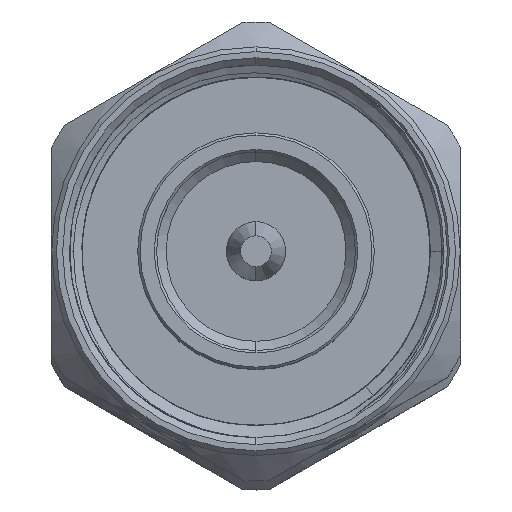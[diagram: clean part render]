
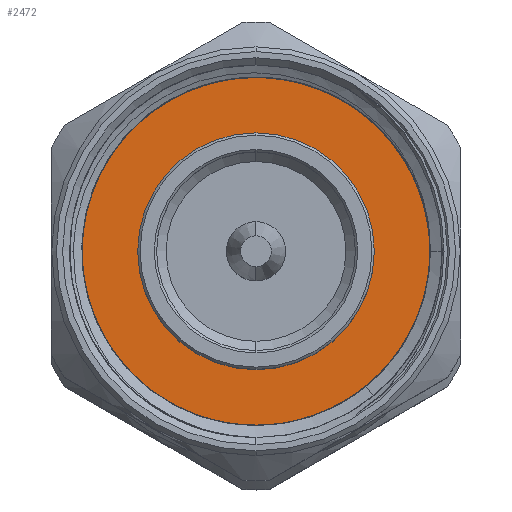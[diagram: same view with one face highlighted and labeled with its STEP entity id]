
A CAD part, top view. The second image highlights one B-rep face of the part: STEP entity #2472.
In plain terms, the highlighted face is planar.
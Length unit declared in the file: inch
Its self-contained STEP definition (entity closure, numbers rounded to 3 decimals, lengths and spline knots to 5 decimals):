
#28 = CARTESIAN_POINT ( 'NONE',  ( 0.3317, 0.36833, 0. ) ) ;
#48 = CARTESIAN_POINT ( 'NONE',  ( 0.3317, 0.25057, -0.28294 ) ) ;
#76 = CARTESIAN_POINT ( 'NONE',  ( 0.3317, 0.3937, 0. ) ) ;
#344 = CARTESIAN_POINT ( 'NONE',  ( 0.3317, -0.09337, -0.37703 ) ) ;
#410 = CIRCLE ( 'NONE', #3209, 0.3937 ) ;
#411 = CARTESIAN_POINT ( 'NONE',  ( 0.3317, 0.07264, -0.37827 ) ) ;
#416 = AXIS2_PLACEMENT_3D ( 'NONE', #1065, #2849, #1726 ) ;
#439 = CARTESIAN_POINT ( 'NONE',  ( 0.3317, -0.21342, -0.32895 ) ) ;
#533 = ORIENTED_EDGE ( 'NONE', *, *, #3574, .T. ) ;
#600 = DIRECTION ( 'NONE',  ( 1., 0., 0. ) ) ;
#657 = EDGE_CURVE ( 'NONE', #4429, #4209, #4269, .T. ) ;
#685 = CARTESIAN_POINT ( 'NONE',  ( 0.3317, -0.11165, -0.37259 ) ) ;
#809 = VERTEX_POINT ( 'NONE', #2918 ) ;
#920 = DIRECTION ( 'NONE',  ( -1., 0., 0. ) ) ;
#953 = CARTESIAN_POINT ( 'NONE',  ( 0.3317, 0.24999, 0. ) ) ;
#972 = CARTESIAN_POINT ( 'NONE',  ( 0.3317, 0., 0. ) ) ;
#995 = CARTESIAN_POINT ( 'NONE',  ( 0.3317, -0.24999, 0. ) ) ;
#1065 = CARTESIAN_POINT ( 'NONE',  ( 0.3317, 0., 0. ) ) ;
#1112 = CARTESIAN_POINT ( 'NONE',  ( 0.3317, 0.01709, -0.38465 ) ) ;
#1160 = CARTESIAN_POINT ( 'NONE',  ( 0.3317, 0.15955, -0.34614 ) ) ;
#1222 = DIRECTION ( 'NONE',  ( -1., 0., 0. ) ) ;
#1319 = EDGE_CURVE ( 'NONE', #3841, #3859, #2204, .T. ) ;
#1364 = EDGE_CURVE ( 'NONE', #809, #3841, #410, .T. ) ;
#1415 = CARTESIAN_POINT ( 'NONE',  ( 0.3317, -0.27282, -0.28385 ) ) ;
#1427 = CARTESIAN_POINT ( 'NONE',  ( 0.3317, -0.3937, 0. ) ) ;
#1458 = CARTESIAN_POINT ( 'NONE',  ( 0.3317, 0.35974, -0.0927 ) ) ;
#1462 = VECTOR ( 'NONE', #4398, 39.37008 ) ;
#1507 = FACE_BOUND ( 'NONE', #3631, .T. ) ;
#1726 = DIRECTION ( 'NONE',  ( 0., -1., 0. ) ) ;
#1770 = CARTESIAN_POINT ( 'NONE',  ( 0.3317, -0.259, -0.29645 ) ) ;
#1784 = VERTEX_POINT ( 'NONE', #28 ) ;
#1791 = CARTESIAN_POINT ( 'NONE',  ( 0.3317, 0.28835, -0.24193 ) ) ;
#1813 = CARTESIAN_POINT ( 'NONE',  ( 0.3317, -0.01075, -0.38563 ) ) ;
#1855 = CARTESIAN_POINT ( 'NONE',  ( 0.3317, 0.02643, -0.38387 ) ) ;
#2142 = CARTESIAN_POINT ( 'NONE',  ( 0.3317, 0.3937, 0. ) ) ;
#2169 = CARTESIAN_POINT ( 'NONE',  ( 0.3317, 0.34982, -0.12826 ) ) ;
#2174 = EDGE_CURVE ( 'NONE', #4209, #4429, #3215, .T. ) ;
#2192 = CARTESIAN_POINT ( 'NONE',  ( 0.3317, -0.24435, -0.30799 ) ) ;
#2204 = CIRCLE ( 'NONE', #4272, 0.3937 ) ;
#2218 = CARTESIAN_POINT ( 'NONE',  ( 0.3317, 0.26397, -0.26976 ) ) ;
#2349 = ORIENTED_EDGE ( 'NONE', *, *, #2174, .T. ) ;
#2377 = AXIS2_PLACEMENT_3D ( 'NONE', #2495, #3956, #3152 ) ;
#2472 = ADVANCED_FACE ( 'NONE', ( #4393, #1507 ), #4315, .T. ) ;
#2495 = CARTESIAN_POINT ( 'NONE',  ( 0.3317, 0., 0. ) ) ;
#2508 = CARTESIAN_POINT ( 'NONE',  ( 0.3317, 0.32839, -0.17951 ) ) ;
#2534 = CARTESIAN_POINT ( 'NONE',  ( 0.3317, 0.34356, -0.14563 ) ) ;
#2554 = CARTESIAN_POINT ( 'NONE',  ( 0.3317, -0.16408, -0.3544 ) ) ;
#2603 = CARTESIAN_POINT ( 'NONE',  ( 0.3317, 0.10823, -0.36857 ) ) ;
#2694 = DIRECTION ( 'NONE',  ( 0., -1., 0. ) ) ;
#2775 = DIRECTION ( 'NONE',  ( 0., -1., 0. ) ) ;
#2849 = DIRECTION ( 'NONE',  ( 1., 0., 0. ) ) ;
#2871 = CARTESIAN_POINT ( 'NONE',  ( 0.3317, 0.36886, -0.01871 ) ) ;
#2890 = CARTESIAN_POINT ( 'NONE',  ( 0.3317, -0.03846, -0.38495 ) ) ;
#2905 = ORIENTED_EDGE ( 'NONE', *, *, #4338, .T. ) ;
#2918 = CARTESIAN_POINT ( 'NONE',  ( 0.3317, -0.27282, -0.28385 ) ) ;
#2920 = CARTESIAN_POINT ( 'NONE',  ( 0.3317, 0.29945, -0.22719 ) ) ;
#2944 = CARTESIAN_POINT ( 'NONE',  ( 0.3317, -0.00149, -0.38553 ) ) ;
#2966 = CARTESIAN_POINT ( 'NONE',  ( 0.3317, 0.36797, -0.03733 ) ) ;
#3014 = CARTESIAN_POINT ( 'NONE',  ( 0.3317, 0., 0. ) ) ;
#3144 = ORIENTED_EDGE ( 'NONE', *, *, #657, .T. ) ;
#3145 = B_SPLINE_CURVE_WITH_KNOTS ( 'NONE', 3,
 ( #3689, #2871, #2966, #4325, #1458, #2169, #2534, #2508, #4417, #2920, #1791, #2218, #48, #3594, #3639, #3992, #1160, #2603, #411, #1855, #1112, #2944, #1813, #2890, #4347, #344, #685, #3618, #2554, #4014, #439, #2192, #1770, #1415 ),
 .UNSPECIFIED., .F., .F.,
 ( 4, 2, 2, 2, 2, 2, 2, 2, 2, 2, 2, 2, 2, 2, 2, 2, 4 ),
 ( 0., 0.00142, 0.00284, 0.00426, 0.00568, 0.0071, 0.00853, 0.00995, 0.01137, 0.01421, 0.01492, 0.01563, 0.01705, 0.01847, 0.01989, 0.02131, 0.02273 ),
 .UNSPECIFIED. ) ;
#3152 = DIRECTION ( 'NONE',  ( 0., -1., 0. ) ) ;
#3209 = AXIS2_PLACEMENT_3D ( 'NONE', #3014, #920, #3801 ) ;
#3215 = CIRCLE ( 'NONE', #416, 0.24999 ) ;
#3356 = ORIENTED_EDGE ( 'NONE', *, *, #1364, .T. ) ;
#3574 = EDGE_CURVE ( 'NONE', #3859, #1784, #4452, .T. ) ;
#3594 = CARTESIAN_POINT ( 'NONE',  ( 0.3317, 0.22225, -0.30698 ) ) ;
#3618 = CARTESIAN_POINT ( 'NONE',  ( 0.3317, -0.14696, -0.36127 ) ) ;
#3631 = EDGE_LOOP ( 'NONE', ( #2349, #3144 ) ) ;
#3639 = CARTESIAN_POINT ( 'NONE',  ( 0.3317, 0.20734, -0.31787 ) ) ;
#3689 = CARTESIAN_POINT ( 'NONE',  ( 0.3317, 0.36833, 0. ) ) ;
#3758 = EDGE_LOOP ( 'NONE', ( #533, #2905, #3356, #4187 ) ) ;
#3801 = DIRECTION ( 'NONE',  ( 0., -1., 0. ) ) ;
#3824 = CARTESIAN_POINT ( 'NONE',  ( 0.3317, 0., 0. ) ) ;
#3841 = VERTEX_POINT ( 'NONE', #1427 ) ;
#3859 = VERTEX_POINT ( 'NONE', #2142 ) ;
#3956 = DIRECTION ( 'NONE',  ( -1., 0., 0. ) ) ;
#3992 = CARTESIAN_POINT ( 'NONE',  ( 0.3317, 0.17602, -0.33744 ) ) ;
#4014 = CARTESIAN_POINT ( 'NONE',  ( 0.3317, -0.19728, -0.33825 ) ) ;
#4187 = ORIENTED_EDGE ( 'NONE', *, *, #1319, .T. ) ;
#4198 = AXIS2_PLACEMENT_3D ( 'NONE', #972, #600, #2775 ) ;
#4209 = VERTEX_POINT ( 'NONE', #995 ) ;
#4269 = CIRCLE ( 'NONE', #4198, 0.24999 ) ;
#4272 = AXIS2_PLACEMENT_3D ( 'NONE', #3824, #1222, #2694 ) ;
#4315 = PLANE ( 'NONE',  #2377 ) ;
#4325 = CARTESIAN_POINT ( 'NONE',  ( 0.3317, 0.36341, -0.07443 ) ) ;
#4338 = EDGE_CURVE ( 'NONE', #1784, #809, #3145, .T. ) ;
#4347 = CARTESIAN_POINT ( 'NONE',  ( 0.3317, -0.05683, -0.38319 ) ) ;
#4393 = FACE_OUTER_BOUND ( 'NONE', #3758, .T. ) ;
#4398 = DIRECTION ( 'NONE',  ( 0., -1., 0. ) ) ;
#4417 = CARTESIAN_POINT ( 'NONE',  ( 0.3317, 0.31944, -0.19606 ) ) ;
#4429 = VERTEX_POINT ( 'NONE', #953 ) ;
#4452 = LINE ( 'NONE', #76, #1462 ) ;
